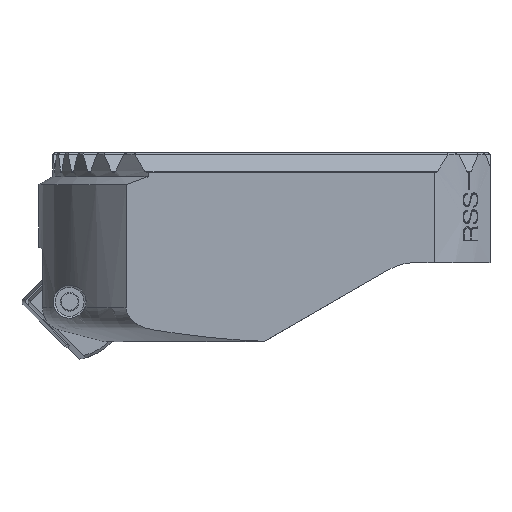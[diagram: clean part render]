
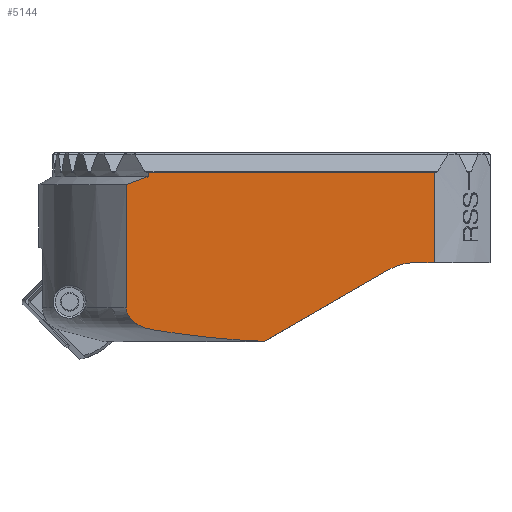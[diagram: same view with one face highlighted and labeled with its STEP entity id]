
A CAD part, front view. The second image highlights one B-rep face of the part: STEP entity #5144.
In plain terms, the highlighted planar face has unit normal (0, -1, 0).
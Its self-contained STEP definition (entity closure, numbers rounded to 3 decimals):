
#2682=EDGE_CURVE('NONE',#3288,#3458,#7716,.F.);
#2758=EDGE_CURVE('NONE',#3458,#3756,#7803,.F.);
#2914=EDGE_CURVE('NONE',#3250,#7346,#7976,.F.);
#3088=VERTEX_POINT('NONE',#8168);
#3250=VERTEX_POINT('NONE',#8346);
#3288=VERTEX_POINT('NONE',#8393);
#3342=VERTEX_POINT('NONE',#8452);
#3430=EDGE_CURVE('NONE',#7346,#3088,#8550,.F.);
#3458=VERTEX_POINT('NONE',#8579);
#3756=VERTEX_POINT('NONE',#8919);
#3772=VERTEX_POINT('NONE',#8935);
#4290=VERTEX_POINT('NONE',#9496);
#4702=EDGE_CURVE('NONE',#3772,#3250,#9951,.F.);
#5098=EDGE_CURVE('NONE',#3756,#4290,#10385,.F.);
#5144=ADVANCED_FACE('NONE',(#10435),#10436,.T.);
#5218=EDGE_CURVE('NONE',#5626,#4290,#10514,.T.);
#5436=EDGE_CURVE('NONE',#3088,#3288,#10747,.F.);
#5626=VERTEX_POINT('NONE',#10955);
#5648=EDGE_CURVE('NONE',#5626,#3342,#10978,.F.);
#5692=EDGE_CURVE('NONE',#3342,#3772,#11026,.F.);
#7346=VERTEX_POINT('NONE',#12831);
#7716=CIRCLE('',#13834,10.0);
#7803=LINE('',#14019,#14020);
#7976=B_SPLINE_CURVE_WITH_KNOTS('',3,(#14607,#14608,#14609,#14610,#14611,#14612,#14613,#14614,#14615,#14616,#14617,#14618,#14619,#14620,#14621,#14622,#14623,#14624,#14625,#14626,#14627,#14628,#14629,#14630,#14631,#14632,#14633,#14634,#14635),.UNSPECIFIED.,.F.,.F.,(4,2,2,2,2,2,2,2,2,2,2,3,2,4),(-8.701,-7.065,-6.246,-5.428,-4.264,-3.682,-3.1,-2.238,-1.806,-1.375,-0.687,0.0,0.687,1.375),.UNSPECIFIED.);
#8168=CARTESIAN_POINT('',(36.799,-36.0,-7.466));
#8346=CARTESIAN_POINT('',(10.659,-36.0,-1.113));
#8393=CARTESIAN_POINT('',(60.227,-36.0,6.06));
#8452=CARTESIAN_POINT('',(14.8,-36.0,23.6));
#8550=(B_SPLINE_CURVE(2,(#16676,#16677,#16678),.UNSPECIFIED.,.F.,.F.)B_SPLINE_CURVE_WITH_KNOTS((3,3),(39.475,61.18),.UNSPECIFIED.)RATIONAL_B_SPLINE_CURVE((1.176,1.155,1.059))BOUNDED_CURVE()REPRESENTATION_ITEM('')GEOMETRIC_REPRESENTATION_ITEM()CURVE());
#8579=CARTESIAN_POINT('',(65.227,-36.0,7.4));
#8919=CARTESIAN_POINT('',(68.8,-36.0,7.4));
#8935=CARTESIAN_POINT('',(10.659,-36.0,22.099));
#9496=CARTESIAN_POINT('',(68.8,-36.0,24.385));
#9951=LINE('',#21633,#21634);
#10385=LINE('',#23357,#23358);
#10435=FACE_OUTER_BOUND('',#23660,.T.);
#10436=PLANE('',#23661);
#10514=LINE('',#23884,#23885);
#10747=LINE('',#24714,#24715);
#10955=CARTESIAN_POINT('',(14.8,-36.0,24.385));
#10978=LINE('',#25508,#25509);
#11026=(B_SPLINE_CURVE(2,(#25669,#25670,#25671),.UNSPECIFIED.,.F.,.F.)B_SPLINE_CURVE_WITH_KNOTS((3,3),(3.268,7.655),.UNSPECIFIED.)RATIONAL_B_SPLINE_CURVE((1.003,1.004,1.003))BOUNDED_CURVE()REPRESENTATION_ITEM('')GEOMETRIC_REPRESENTATION_ITEM()CURVE());
#12831=CARTESIAN_POINT('',(15.854,-36.0,-5.314));
#13834=AXIS2_PLACEMENT_3D('',#33293,#33294,#33295);
#14019=CARTESIAN_POINT('',(76.013,-36.0,7.4));
#14020=VECTOR('',#33394,1.0);
#14607=CARTESIAN_POINT('',(17.83,-36.0,-5.463));
#14608=CARTESIAN_POINT('',(17.284,-36.0,-5.463));
#14609=CARTESIAN_POINT('',(16.686,-36.0,-5.429));
#14610=CARTESIAN_POINT('',(15.798,-36.0,-5.31));
#14611=CARTESIAN_POINT('',(15.504,-36.0,-5.258));
#14612=CARTESIAN_POINT('',(14.934,-36.0,-5.134));
#14613=CARTESIAN_POINT('',(14.658,-36.0,-5.061));
#14614=CARTESIAN_POINT('',(14.027,-36.0,-4.864));
#14615=CARTESIAN_POINT('',(13.629,-36.0,-4.712));
#14616=CARTESIAN_POINT('',(13.058,-36.0,-4.432));
#14617=CARTESIAN_POINT('',(12.873,-36.0,-4.33));
#14618=CARTESIAN_POINT('',(12.52,-36.0,-4.113));
#14619=CARTESIAN_POINT('',(12.353,-36.0,-3.997));
#14620=CARTESIAN_POINT('',(11.971,-36.0,-3.704));
#14621=CARTESIAN_POINT('',(11.737,-36.0,-3.492));
#14622=CARTESIAN_POINT('',(11.427,-36.0,-3.14));
#14623=CARTESIAN_POINT('',(11.33,-36.0,-3.017));
#14624=CARTESIAN_POINT('',(11.156,-36.0,-2.765));
#14625=CARTESIAN_POINT('',(11.079,-36.0,-2.636));
#14626=CARTESIAN_POINT('',(10.906,-36.0,-2.306));
#14627=CARTESIAN_POINT('',(10.812,-36.0,-2.073));
#14628=CARTESIAN_POINT('',(10.689,-36.0,-1.591));
#14629=CARTESIAN_POINT('',(10.659,-36.0,-1.342));
#14630=CARTESIAN_POINT('',(10.659,-36.0,-1.113));
#14631=CARTESIAN_POINT('',(10.659,-36.0,-0.883));
#14632=CARTESIAN_POINT('',(10.689,-36.0,-0.635));
#14633=CARTESIAN_POINT('',(10.812,-36.0,-0.153));
#14634=CARTESIAN_POINT('',(10.906,-36.0,0.08));
#14635=CARTESIAN_POINT('',(11.012,-36.0,0.284));
#16676=CARTESIAN_POINT('',(36.799,-36.0,-7.466));
#16677=CARTESIAN_POINT('',(27.368,-36.0,-7.118));
#16678=CARTESIAN_POINT('',(15.854,-36.0,-5.314));
#21633=CARTESIAN_POINT('',(10.659,-36.0,-3.03));
#21634=VECTOR('',#35700,1.0);
#23357=CARTESIAN_POINT('',(68.8,-36.0,-3.03));
#23358=VECTOR('',#36103,1.0);
#23660=EDGE_LOOP('',(#36141,#36142,#36143,#36144,#36145,#36146,#36147,#36148,#36149,#36150));
#23661=AXIS2_PLACEMENT_3D('',#36151,#36152,#36153);
#23884=CARTESIAN_POINT('',(-5.8,-36.0,24.385));
#23885=VECTOR('',#36209,1.0);
#24714=CARTESIAN_POINT('',(63.263,-36.0,7.813));
#24715=VECTOR('',#36386,1.0);
#25508=CARTESIAN_POINT('',(14.8,-36.0,-3.03));
#25509=VECTOR('',#36594,1.0);
#25669=CARTESIAN_POINT('',(10.659,-36.0,22.099));
#25670=CARTESIAN_POINT('',(12.788,-36.0,22.903));
#25671=CARTESIAN_POINT('',(14.8,-36.0,23.6));
#33293=CARTESIAN_POINT('',(65.227,-36.0,-2.6));
#33294=DIRECTION('',(0.,-1.0,0.));
#33295=DIRECTION('',(1.0,0.,0.));
#33394=DIRECTION('',(-1.0,0.,0.));
#35700=DIRECTION('',(0.,0.,1.0));
#36103=DIRECTION('',(0.,0.,-1.0));
#36141=ORIENTED_EDGE('',*,*,#5218,.F.);
#36142=ORIENTED_EDGE('',*,*,#5648,.T.);
#36143=ORIENTED_EDGE('',*,*,#5692,.T.);
#36144=ORIENTED_EDGE('',*,*,#4702,.T.);
#36145=ORIENTED_EDGE('',*,*,#2914,.T.);
#36146=ORIENTED_EDGE('',*,*,#3430,.T.);
#36147=ORIENTED_EDGE('',*,*,#5436,.T.);
#36148=ORIENTED_EDGE('',*,*,#2682,.T.);
#36149=ORIENTED_EDGE('',*,*,#2758,.T.);
#36150=ORIENTED_EDGE('',*,*,#5098,.T.);
#36151=CARTESIAN_POINT('',(86.8,-36.0,28.3));
#36152=DIRECTION('',(0.,-1.0,0.));
#36153=DIRECTION('',(0.,0.,1.0));
#36209=DIRECTION('',(1.0,0.,0.));
#36386=DIRECTION('',(-0.866,0.,-0.5));
#36594=DIRECTION('',(0.,0.,1.0));
